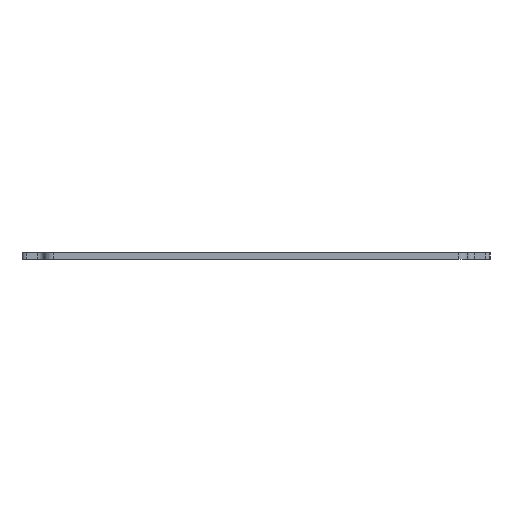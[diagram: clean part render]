
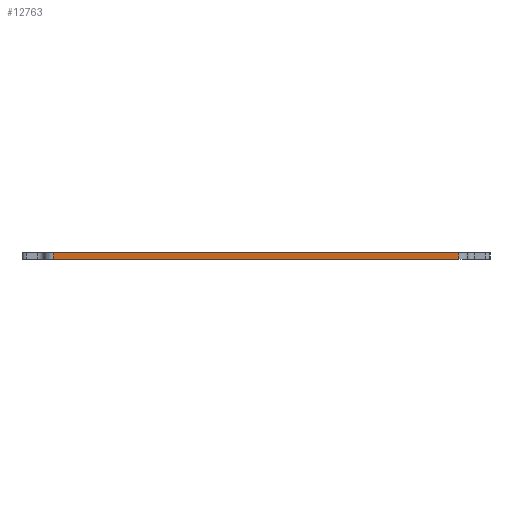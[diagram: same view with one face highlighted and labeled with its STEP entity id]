
A CAD part, left-side view. The second image highlights one B-rep face of the part: STEP entity #12763.
In plain terms, the highlighted planar face has unit normal (-1, 0, 0).
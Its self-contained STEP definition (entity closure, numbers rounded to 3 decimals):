
#386=PLANE('',#14012);
#949=FACE_OUTER_BOUND('',#1704,.T.);
#1704=EDGE_LOOP('',(#11370,#11371,#11372,#11373));
#1866=LINE('',#17971,#3157);
#2213=LINE('',#19281,#3504);
#3012=LINE('',#21428,#4303);
#3014=LINE('',#21431,#4305);
#3157=VECTOR('',#14200,10.);
#3504=VECTOR('',#15179,10.);
#4303=VECTOR('',#17486,10.);
#4305=VECTOR('',#17490,10.);
#5060=VERTEX_POINT('',#17968);
#5061=VERTEX_POINT('',#17970);
#5707=VERTEX_POINT('',#19278);
#5708=VERTEX_POINT('',#19280);
#6322=EDGE_CURVE('',#5060,#5061,#1866,.T.);
#6977=EDGE_CURVE('',#5707,#5708,#2213,.T.);
#8060=EDGE_CURVE('',#5061,#5707,#3012,.T.);
#8062=EDGE_CURVE('',#5708,#5060,#3014,.T.);
#11370=ORIENTED_EDGE('',*,*,#8062,.F.);
#11371=ORIENTED_EDGE('',*,*,#6977,.F.);
#11372=ORIENTED_EDGE('',*,*,#8060,.F.);
#11373=ORIENTED_EDGE('',*,*,#6322,.F.);
#12763=ADVANCED_FACE('',(#949),#386,.T.);
#14012=AXIS2_PLACEMENT_3D('',#21430,#17488,#17489);
#14200=DIRECTION('',(0.,1.,0.));
#15179=DIRECTION('',(0.,-1.,0.));
#17486=DIRECTION('',(0.,0.,1.));
#17488=DIRECTION('center_axis',(-1.,0.,0.));
#17489=DIRECTION('ref_axis',(0.,1.,0.));
#17490=DIRECTION('',(0.,0.,-1.));
#17968=CARTESIAN_POINT('',(-142.875,-45.625,-1.5));
#17970=CARTESIAN_POINT('',(-142.875,45.625,-1.5));
#17971=CARTESIAN_POINT('',(-142.875,47.625,-1.5));
#19278=CARTESIAN_POINT('',(-142.875,45.625,0.));
#19280=CARTESIAN_POINT('',(-142.875,-45.625,0.));
#19281=CARTESIAN_POINT('',(-142.875,47.625,0.));
#21428=CARTESIAN_POINT('',(-142.875,45.625,0.));
#21430=CARTESIAN_POINT('Origin',(-142.875,-47.625,0.));
#21431=CARTESIAN_POINT('',(-142.875,-45.625,0.));
